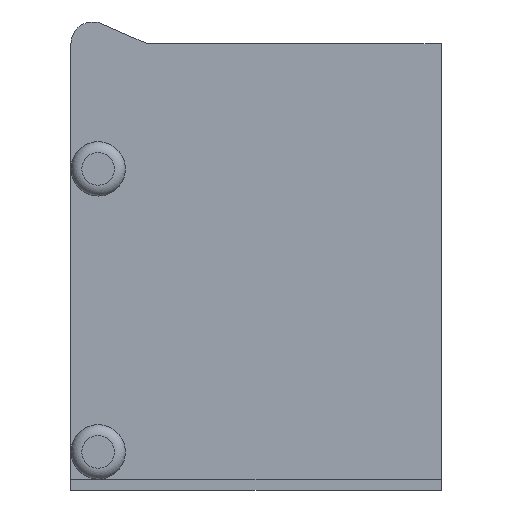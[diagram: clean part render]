
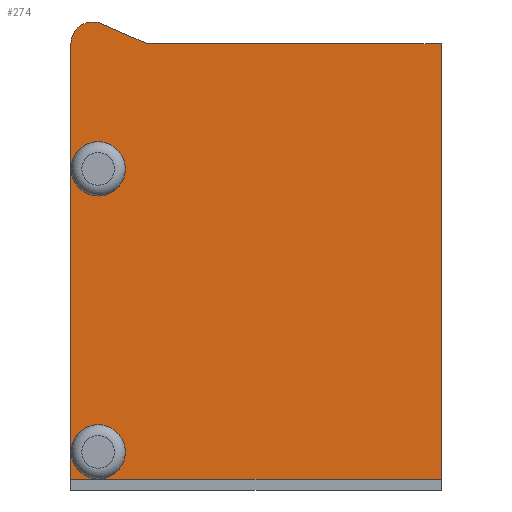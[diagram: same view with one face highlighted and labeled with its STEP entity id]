
A CAD part, front view. The second image highlights one B-rep face of the part: STEP entity #274.
In plain terms, the highlighted planar face has unit normal (0, -1, 0).
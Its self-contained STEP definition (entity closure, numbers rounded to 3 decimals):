
#21=CIRCLE('',#307,2.);
#45=FACE_OUTER_BOUND('',#63,.T.);
#63=EDGE_LOOP('',(#222,#223,#224,#225,#226,#227));
#72=LINE('',#419,#96);
#79=LINE('',#433,#103);
#87=LINE('',#448,#111);
#88=LINE('',#451,#112);
#91=LINE('',#457,#115);
#96=VECTOR('',#333,10.);
#103=VECTOR('',#344,10.);
#111=VECTOR('',#356,10.);
#112=VECTOR('',#359,10.);
#115=VECTOR('',#364,10.);
#120=VERTEX_POINT('',#417);
#121=VERTEX_POINT('',#418);
#126=VERTEX_POINT('',#432);
#131=VERTEX_POINT('',#446);
#132=VERTEX_POINT('',#450);
#134=VERTEX_POINT('',#456);
#144=EDGE_CURVE('',#120,#121,#72,.T.);
#151=EDGE_CURVE('',#126,#120,#79,.T.);
#159=EDGE_CURVE('',#121,#131,#87,.T.);
#160=EDGE_CURVE('',#131,#132,#88,.T.);
#163=EDGE_CURVE('',#132,#134,#91,.T.);
#166=EDGE_CURVE('',#126,#134,#21,.T.);
#222=ORIENTED_EDGE('',*,*,#144,.T.);
#223=ORIENTED_EDGE('',*,*,#159,.T.);
#224=ORIENTED_EDGE('',*,*,#160,.T.);
#225=ORIENTED_EDGE('',*,*,#163,.T.);
#226=ORIENTED_EDGE('',*,*,#166,.F.);
#227=ORIENTED_EDGE('',*,*,#151,.T.);
#260=PLANE('',#310);
#274=ADVANCED_FACE('',(#45),#260,.F.);
#307=AXIS2_PLACEMENT_3D('',#462,#369,#370);
#310=AXIS2_PLACEMENT_3D('',#465,#375,#376);
#333=DIRECTION('',(1.,0.,0.));
#344=DIRECTION('',(0.,0.,-1.));
#356=DIRECTION('',(0.,0.,1.));
#359=DIRECTION('',(-1.,0.,0.));
#364=DIRECTION('',(-0.917,0.,0.4));
#369=DIRECTION('center_axis',(0.,1.,0.));
#370=DIRECTION('ref_axis',(1.,0.,0.));
#375=DIRECTION('center_axis',(0.,1.,0.));
#376=DIRECTION('ref_axis',(1.,0.,0.));
#417=CARTESIAN_POINT('',(0.,0.,0.));
#418=CARTESIAN_POINT('',(34.,0.,0.));
#419=CARTESIAN_POINT('',(25.5,0.,0.));
#432=CARTESIAN_POINT('',(0.,0.,40.));
#433=CARTESIAN_POINT('',(0.,0.,0.));
#446=CARTESIAN_POINT('',(34.,0.,40.));
#448=CARTESIAN_POINT('',(34.,0.,0.));
#450=CARTESIAN_POINT('',(7.,0.,40.));
#451=CARTESIAN_POINT('',(34.,0.,40.));
#456=CARTESIAN_POINT('',(2.8,0.,41.833));
#457=CARTESIAN_POINT('',(7.,0.,40.));
#462=CARTESIAN_POINT('Origin',(2.,0.,40.));
#465=CARTESIAN_POINT('Origin',(17.,0.,20.5));
